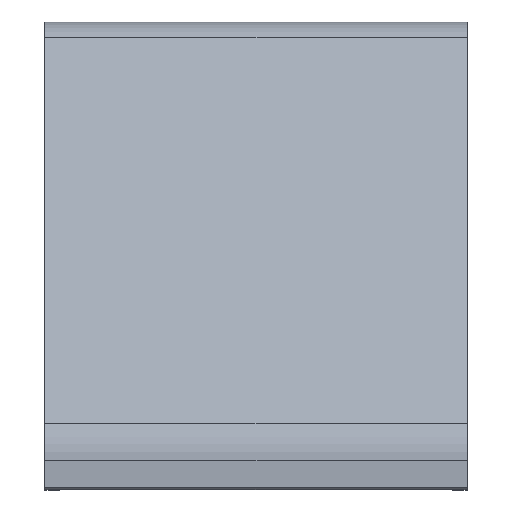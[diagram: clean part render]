
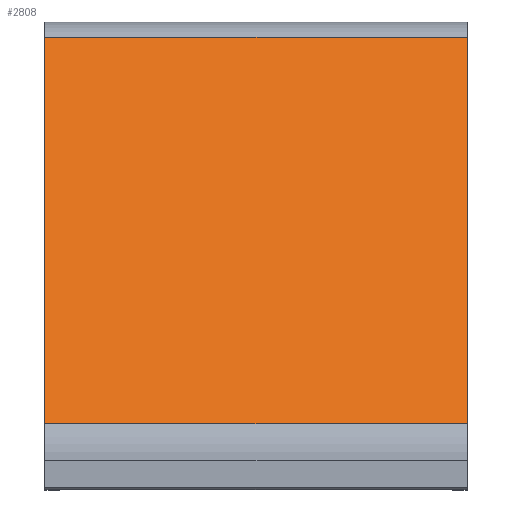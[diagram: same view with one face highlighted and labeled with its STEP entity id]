
A CAD part, top view. The second image highlights one B-rep face of the part: STEP entity #2808.
In plain terms, the highlighted face is planar.
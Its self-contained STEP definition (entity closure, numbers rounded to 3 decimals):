
#214=FACE_OUTER_BOUND('',#364,.T.);
#364=EDGE_LOOP('',(#2041,#2042,#2043,#2044));
#494=LINE('',#3990,#812);
#627=LINE('',#4293,#945);
#628=LINE('',#4296,#946);
#629=LINE('',#4297,#947);
#812=VECTOR('',#3212,1000.);
#945=VECTOR('',#3461,1000.);
#946=VECTOR('',#3464,1000.);
#947=VECTOR('',#3465,1000.);
#1129=VERTEX_POINT('',#3987);
#1130=VERTEX_POINT('',#3989);
#1242=VERTEX_POINT('',#4291);
#1243=VERTEX_POINT('',#4295);
#1411=EDGE_CURVE('',#1129,#1130,#494,.T.);
#1564=EDGE_CURVE('',#1129,#1242,#627,.T.);
#1565=EDGE_CURVE('',#1242,#1243,#628,.T.);
#1566=EDGE_CURVE('',#1130,#1243,#629,.T.);
#2041=ORIENTED_EDGE('',*,*,#1565,.T.);
#2042=ORIENTED_EDGE('',*,*,#1566,.F.);
#2043=ORIENTED_EDGE('',*,*,#1411,.F.);
#2044=ORIENTED_EDGE('',*,*,#1564,.T.);
#2693=PLANE('',#3024);
#2808=ADVANCED_FACE('',(#214),#2693,.F.);
#3024=AXIS2_PLACEMENT_3D('',#4294,#3462,#3463);
#3212=DIRECTION('',(-1.,0.,0.));
#3461=DIRECTION('',(0.,0.,-1.));
#3462=DIRECTION('center_axis',(0.,-1.,0.));
#3463=DIRECTION('ref_axis',(0.,0.,-1.));
#3464=DIRECTION('',(-1.,0.,0.));
#3465=DIRECTION('',(0.,0.,-1.));
#3987=CARTESIAN_POINT('',(47.687,0.,36.8));
#3989=CARTESIAN_POINT('',(-47.687,0.,36.8));
#3990=CARTESIAN_POINT('',(47.687,0.,36.8));
#4291=CARTESIAN_POINT('',(47.687,0.,-36.8));
#4293=CARTESIAN_POINT('',(47.687,0.,36.8));
#4294=CARTESIAN_POINT('Origin',(47.687,0.,36.8));
#4295=CARTESIAN_POINT('',(-47.687,0.,-36.8));
#4296=CARTESIAN_POINT('',(47.687,0.,-36.8));
#4297=CARTESIAN_POINT('',(-47.687,0.,36.8));
